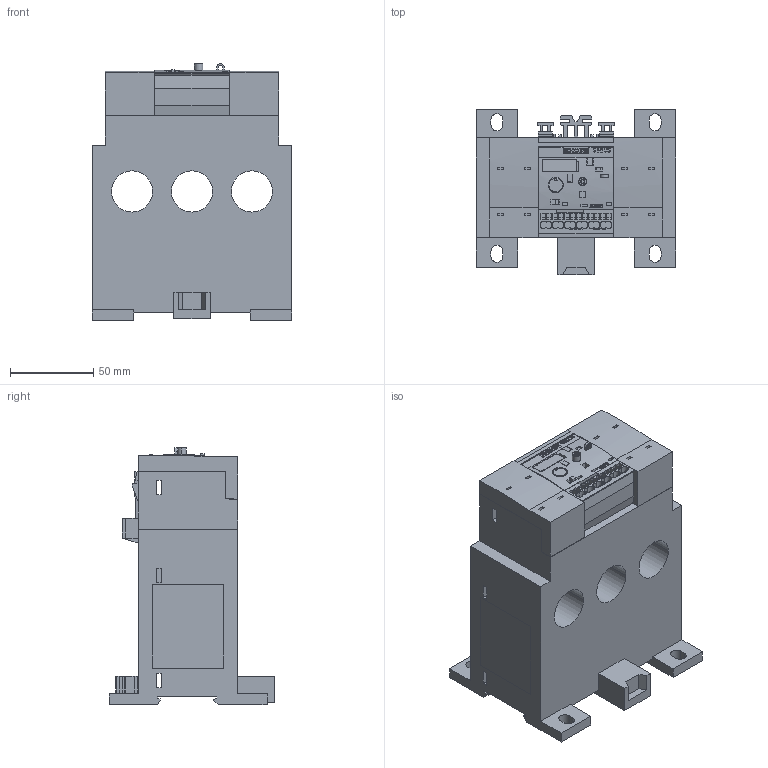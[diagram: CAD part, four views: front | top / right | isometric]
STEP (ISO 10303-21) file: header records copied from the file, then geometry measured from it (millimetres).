
FILE_DESCRIPTION(('STEP AP214'),'1');
FILE_NAME('cctmp_82310F03-9A32-4DC7-B543-3FF0AC1A3D8A_2023_07_18_13_19_09_0456..stp','2023-07-18T11:19:10',('SIEMENS A&D'),('CADClick - www.CADClick.com'),'Spatial InterOp 3D postprocessed',' ','unknown authorization');
FILE_SCHEMA(('AUTOMOTIVE_DESIGN'));
Length unit declared in the file: millimetre
Products named in the file (1): 2023_07_18_13_19_09_0394
Bounding box: 120 x 99.75 x 154.63 mm (x, y, z)
Volume: 915287.1 mm3; surface area: 115499.3 mm2
Topology: 1 solids, 1 shells, 1006 faces, 2855 edges, 1899 vertices
Faces by surface type: plane 862, cylinder 130, torus 14
Entity records: 54862 total; most frequent: CARTESIAN_POINT 6153, STYLED_ITEM 5753, PRESENTATION_STYLE_ASSIGNMENT 5753, ORIENTED_EDGE 5694, DIRECTION 5266, EDGE_CURVE 2847, CURVE_STYLE 2847, DRAUGHTING_PRE_DEFINED_CURVE_FONT 2847
